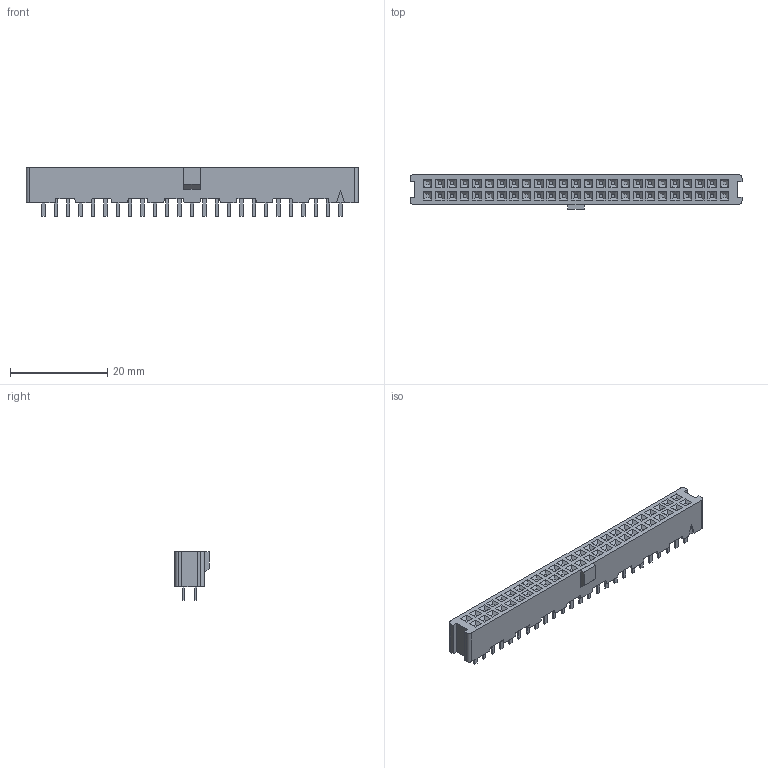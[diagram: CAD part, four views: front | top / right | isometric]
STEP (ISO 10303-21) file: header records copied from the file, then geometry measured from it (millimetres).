
FILE_DESCRIPTION((''),'2;1');
FILE_NAME('3M_6850-4500PL.stp','2013-08-19T15:39:04',(''),(''),'Mechanical Desktop 2011','Mechanical Desktop 2011',', , ');
FILE_SCHEMA(('AUTOMOTIVE_DESIGN { 1 2 10303 214 1 1 1 1 }'));
Length unit declared in the file: millimetre
Products named in the file (1): Product
Bounding box: 68.16 x 7.1 x 10 mm (x, y, z)
Volume: 2550.4 mm3; surface area: 2506.4 mm2
Topology: 52 solids, 52 shells, 645 faces, 1473 edges, 982 vertices
Faces by surface type: plane 636, bspline 5, cylinder 4
Entity records: 17756 total; most frequent: CARTESIAN_POINT 3116, ORIENTED_EDGE 2946, DIRECTION 2763, EDGE_CURVE 1473, VECTOR 1465, LINE 1465, VERTEX_POINT 982, EDGE_LOOP 695
